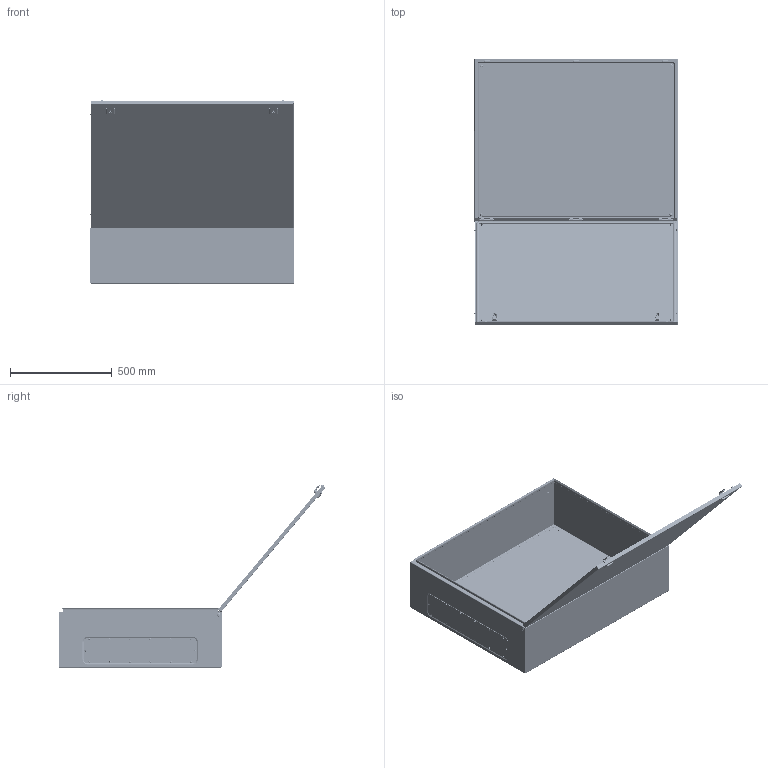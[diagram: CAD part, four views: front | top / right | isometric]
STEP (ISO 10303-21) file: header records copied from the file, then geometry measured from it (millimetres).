
FILE_DESCRIPTION (( 'STEP AP203' ), '1' );
FILE_NAME ('1000x800x300 R5CE1083.step', '2012-04-04T14:46:37', ( 'User' ), ( 'DKC' ), 'SwSTEP 2.0', 'SolidWorks 2011', '' );
FILE_SCHEMA (( 'CONFIG_CONTROL_DESIGN' ));
Products named in the file (34): 1000x800x300 R5CE1083; AC00C380 for transportation_Default; Mounting plates CE 11111_1000x800; Sealant of perno AC00C409; Perno AC00C401_AC00C401; Dead door CE assemble 11111_1000õ800 CB02C271; sealant for door CE_1000x800; end-cap_AC00C061; CERNIERA SALDATA_Default; End-cup AC00C112_Default; MOLLA AC00C344_AC00C344; Handle small door CE; Sealant AC00356; AC00C348; Hex Flange Bolt M6x10_ISO 4162 - M6 x 12 x 12-S; Linguetta CE_handle CE; Inserto a doppio pettine AC00C443_AC00C343; BASETTA ESTERNA PER BOX AC00C503_AC00C503; Dead door CE 11111_1000x800; Frames CE assemble 11111_1000x800x300 R5CE1083; AC00C316_AC00C316; land; Tapping screw 4.8x9.5 AC00C352_AC00C352; End-cup AC00C383_Default; Tapping screw 4.2x16_Tapping screw 4.2x16; Blocchetto fissaggio cerniera AC00C354_AC00C354; CERNIERA AC00C399_Default; Flange nut M6_ISO 7044-M6-S; Perno M6 AC00C145_1; Sealant AC00C355; End-cup AC00C317_Default; Flanges CE_527x97; Sealants of flange_527x97; Frames CE 11111_1000x800x300
Assembly tree (107 placements, depth 4):
  1000x800x300 R5CE1083
    Perno AC00C401_AC00C401  x3
    Sealant of perno AC00C409  x3
    AC00C380 for transportation_Default  x2
    Mounting plates CE 11111_1000x800
    Dead door CE assemble 11111_1000õ800 CB02C271
      land  x4
      MOLLA AC00C344_AC00C344  x2
      End-cup AC00C112_Default  x4
      end-cap_AC00C061  x2
      Dead door CE 11111_1000x800
      sealant for door CE_1000x800
      CERNIERA SALDATA_Default  x3
      Handle small door CE  x2
        AC00C348
        Inserto a doppio pettine AC00C443_AC00C343
        Linguetta CE_handle CE
        Hex Flange Bolt M6x10_ISO 4162 - M6 x 12 x 12-S
        Sealant AC00356
        BASETTA ESTERNA PER BOX AC00C503_AC00C503
    Frames CE assemble 11111_1000x800x300 R5CE1083
      Tapping screw 4.8x9.5 AC00C352_AC00C352  x28
      Blocchetto fissaggio cerniera AC00C354_AC00C354  x3
      CERNIERA AC00C399_Default  x3
      Perno M6 AC00C145_1  x4
      Sealant AC00C355  x4
      AC00C316_AC00C316
      End-cup AC00C317_Default  x4
      End-cup AC00C383_Default  x3
      Tapping screw 4.2x16_Tapping screw 4.2x16  x6
      Flanges CE_527x97
      land  x4
      Flange nut M6_ISO 7044-M6-S  x4
      Sealants of flange_527x97
      Frames CE 11111_1000x800x300
    Flange nut M6_ISO 7044-M6-S  x4
Bounding box: 1002.5 x 1309.37 x 904.78 mm (x, y, z)
Volume: 6509860.7 mm3; surface area: 7355077.4 mm2
Topology: 117 solids, 117 shells, 8858 faces, 22954 edges, 14459 vertices
Faces by surface type: bspline 2634, cylinder 2242, plane 1946, cone 1732, torus 228, sphere 76
Entity records: 150261 total; most frequent: CARTESIAN_POINT 92835, ORIENTED_EDGE 11570, DIRECTION 9819, EDGE_CURVE 5785, VERTEX_POINT 3646, AXIS2_PLACEMENT_3D 3623, LINE 2573, VECTOR 2573
